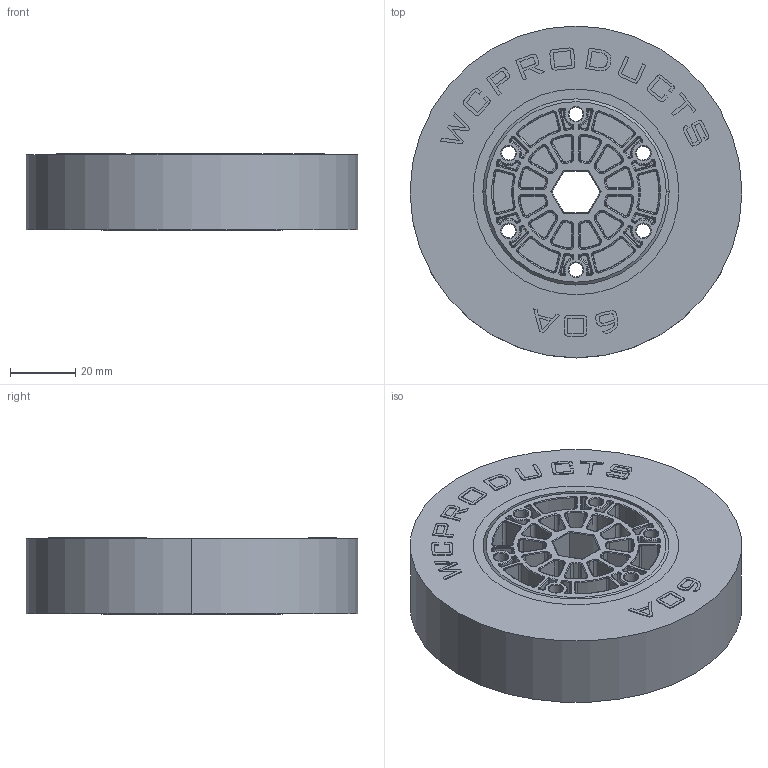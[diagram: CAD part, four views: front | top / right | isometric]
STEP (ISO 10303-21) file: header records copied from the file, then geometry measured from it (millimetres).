
FILE_DESCRIPTION (( 'STEP AP214' ), '1' );
FILE_NAME ('WCP-0194.step', '2022-01-07T19:24:03', ( '' ), ( '' ), 'SwSTEP 2.0', 'SolidWorks 2020', '' );
FILE_SCHEMA (( 'AUTOMOTIVE_DESIGN' ));
Length unit declared in the file: inch
Products named in the file (3): WCP-0194; WCP-0194 Rev2; WCP-0192-001_Default<As Machined>
Assembly tree (2 placements, depth 2):
  WCP-0194
    WCP-0192-001_Default<As Machined>
    WCP-0194 Rev2
Bounding box: 101.6 x 101.6 x 23.3 mm (x, y, z)
Volume: 160838.9 mm3; surface area: 57259.1 mm2
Topology: 3 solids, 3 shells, 2249 faces, 5243 edges, 3080 vertices
Faces by surface type: torus 1060, cone 420, cylinder 362, plane 338, bspline 69
Entity records: 67616 total; most frequent: CARTESIAN_POINT 14026, DIRECTION 12949, ORIENTED_EDGE 10486, AXIS2_PLACEMENT_3D 5671, EDGE_CURVE 5243, CIRCLE 3486, VERTEX_POINT 3080, EDGE_LOOP 2347
